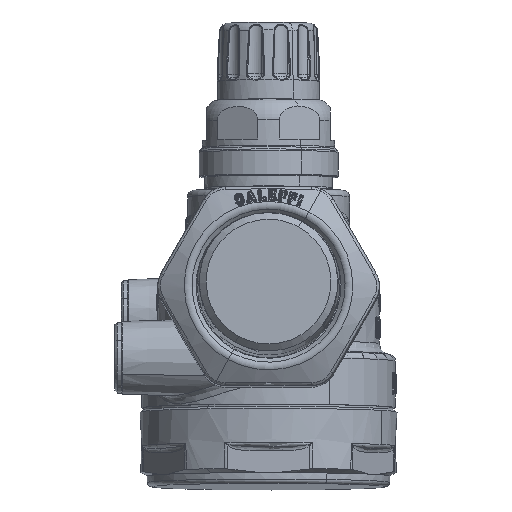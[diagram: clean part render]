
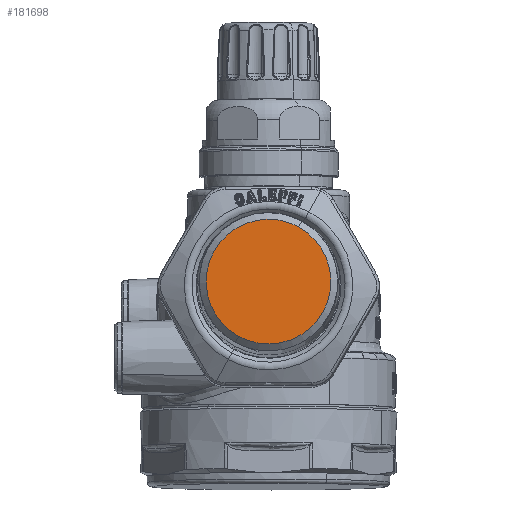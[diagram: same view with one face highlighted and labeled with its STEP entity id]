
A CAD part, front view. The second image highlights one B-rep face of the part: STEP entity #181698.
In plain terms, the highlighted planar face has unit normal (0, -1, 0.028).
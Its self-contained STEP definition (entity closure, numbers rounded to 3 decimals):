
#181662=CARTESIAN_POINT('Vertex',(7.012,-184.21,16.954)) ;
#181669=CARTESIAN_POINT('Vertex',(-7.012,-184.94,-8.706)) ;
#181672=CARTESIAN_POINT('Axis2P3D Location',(0.,-184.575,4.124)) ;
#181684=CARTESIAN_POINT('Axis2P3D Location',(0.,-184.159,18.743)) ;
#181689=CARTESIAN_POINT('Axis2P3D Location',(0.,-184.575,4.124)) ;
#181673=DIRECTION('Axis2P3D Direction',(0.,1.,-0.028)) ;
#181685=DIRECTION('Axis2P3D Direction',(0.,1.,-0.028)) ;
#181686=DIRECTION('Axis2P3D XDirection',(1.,0.,0.)) ;
#181690=DIRECTION('Axis2P3D Direction',(0.,1.,-0.028)) ;
#181674=AXIS2_PLACEMENT_3D('Circle Axis2P3D',#181672,#181673,$) ;
#181687=AXIS2_PLACEMENT_3D('Plane Axis2P3D',#181684,#181685,#181686) ;
#181691=AXIS2_PLACEMENT_3D('Circle Axis2P3D',#181689,#181690,$) ;
#181675=CIRCLE('generated circle',#181674,14.625) ;
#181692=CIRCLE('generated circle',#181691,14.625) ;
#181688=PLANE('',#181687) ;
#181676=EDGE_CURVE('',#181670,#181663,#181675,.T.) ;
#181693=EDGE_CURVE('',#181663,#181670,#181692,.T.) ;
#181695=ORIENTED_EDGE('',*,*,#181693,.F.) ;
#181696=ORIENTED_EDGE('',*,*,#181676,.F.) ;
#181694=EDGE_LOOP('',(#181695,#181696)) ;
#181663=VERTEX_POINT('',#181662) ;
#181670=VERTEX_POINT('',#181669) ;
#181698=ADVANCED_FACE('PartBody',(#181697),#181688,.F.) ;
#181697=FACE_OUTER_BOUND('',#181694,.T.) ;
